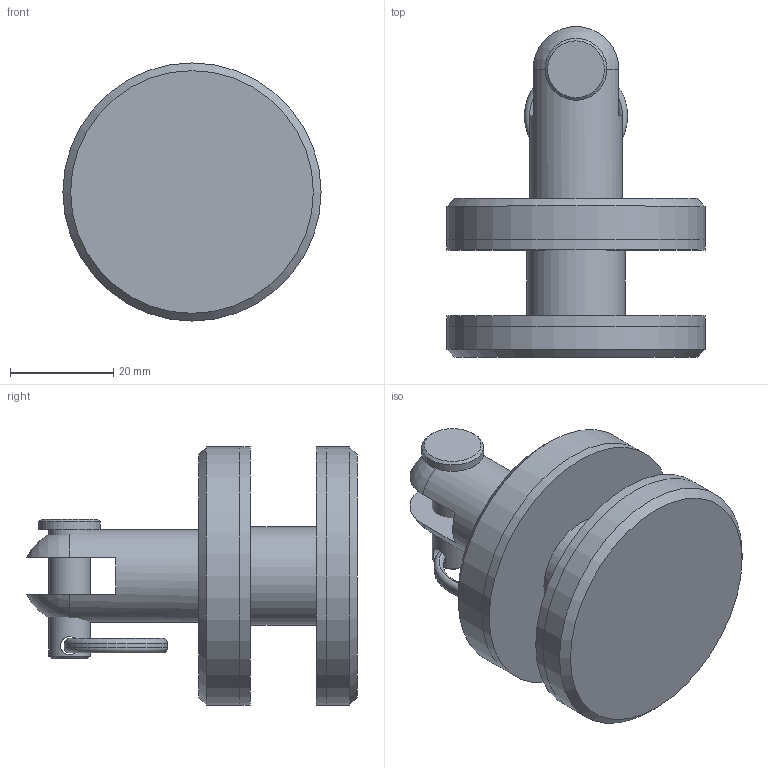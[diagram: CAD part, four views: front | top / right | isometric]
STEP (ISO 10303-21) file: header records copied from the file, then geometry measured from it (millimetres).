
FILE_DESCRIPTION(/* description */ ('Ø50mm'),/* implementation_level */ '2;1');
FILE_NAME(/* name */ 'Punkthalter Vordach.stp',/* time_stamp */ '2016-01-18T07:17:31+01:00',/* author */ ('s.tammegger'),/* organization */ (''),/* preprocessor_version */ 'ST-DEVELOPER v15.2',/* originating_system */ 'Autodesk Inventor 2014',/* authorisation */ '');
FILE_SCHEMA (('CONFIG_CONTROL_DESIGN'));
Length unit declared in the file: millimetre
Products named in the file (1): Punkthalter Vordach
Bounding box: 50 x 64.05 x 50 mm (x, y, z)
Volume: 46132.3 mm3; surface area: 21686.2 mm2
Topology: 6 solids, 6 shells, 38 faces, 70 edges, 44 vertices
Faces by surface type: plane 15, cylinder 13, cone 4, torus 4, sphere 2
Full cylindrical faces by diameter (mm): 3.5 x1, 8 x1, 12 x1, 16.4 x1, 18 x1, 19 x2, 20 x2, 50 x4
Entity records: 912 total; most frequent: CARTESIAN_POINT 195, DIRECTION 154, ORIENTED_EDGE 90, AXIS2_PLACEMENT_3D 74, EDGE_LOOP 68, EDGE_CURVE 45, VERTEX_POINT 41, ADVANCED_FACE 38
